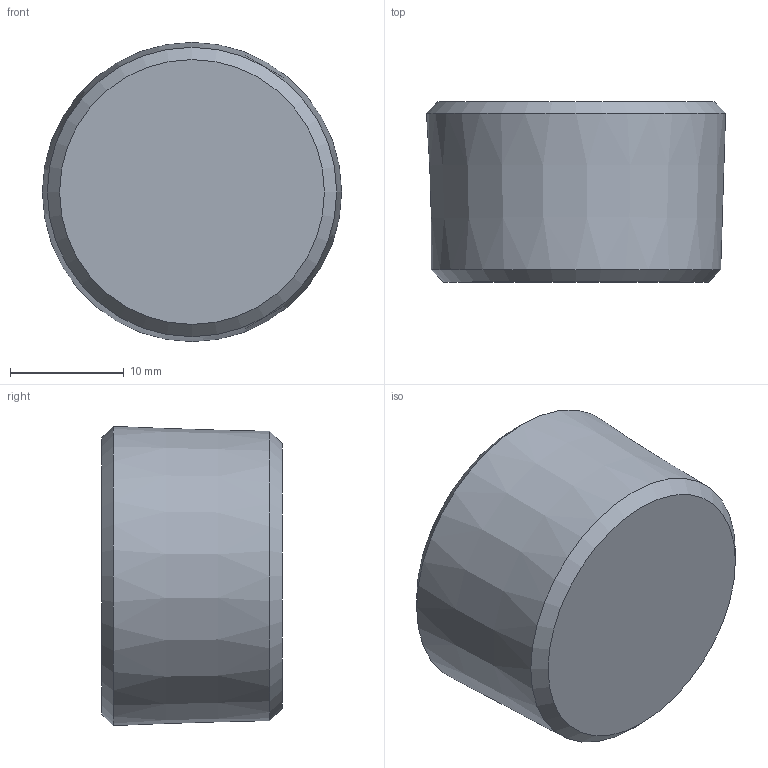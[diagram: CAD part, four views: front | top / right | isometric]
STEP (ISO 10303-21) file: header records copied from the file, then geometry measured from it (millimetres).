
FILE_DESCRIPTION(/* description */ ('STEP AP214'),/* implementation_level */ '2;1');
FILE_NAME(/* name */ '31786_B-3_4-NPT',/* time_stamp */ '2024-08-05T15:42:36+02:00',/* author */ ('License CC BY-ND 4.0'),/* organization */ ('CADENAS'),/* preprocessor_version */ 'ST-DEVELOPER v19.3',/* originating_system */ 'PARTsolutions',/* authorisation */ ' ');
FILE_SCHEMA (('AUTOMOTIVE_DESIGN {1 0 10303 214 3 1 1}'));
Length unit declared in the file: millimetre
Products named in the file (1): 31786 B-3/4-NPT
Bounding box: 26.34 x 15.88 x 26.34 mm (x, y, z)
Volume: 6231.9 mm3; surface area: 2753.6 mm2
Topology: 1 solids, 1 shells, 26 faces, 69 edges, 45 vertices
Faces by surface type: plane 20, cone 5, cylinder 1
Full cylindrical faces by diameter (mm): 14.288 x1
Entity records: 802 total; most frequent: CARTESIAN_POINT 172, ORIENTED_EDGE 120, DIRECTION 120, EDGE_CURVE 60, AXIS2_PLACEMENT_3D 45, VERTEX_POINT 43, FACE_BOUND 33, EDGE_LOOP 32
